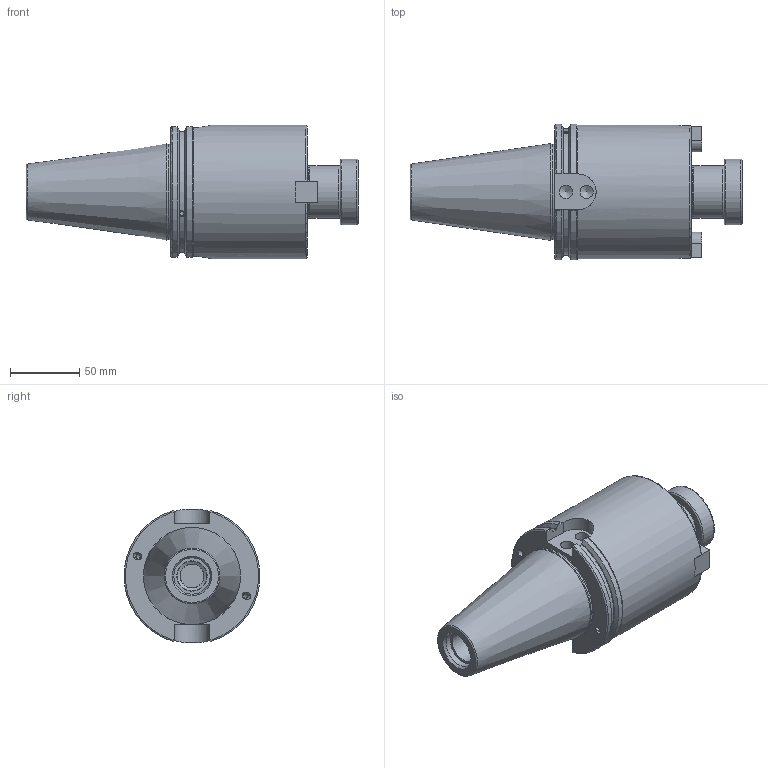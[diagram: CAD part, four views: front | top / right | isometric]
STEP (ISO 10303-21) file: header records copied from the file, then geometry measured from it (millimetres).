
FILE_DESCRIPTION(/* description */ (''),/* implementation_level */ '2;1');
FILE_NAME(/* name */ 'EL321B.stp',/* time_stamp */ '2020-07-01T17:44:21+09:00',/* author */ ('eos'),/* organization */ (''),/* preprocessor_version */ 'ST-DEVELOPER v18',/* originating_system */ 'Autodesk Inventor 2020',/* authorisation */ '');
FILE_SCHEMA (('AUTOMOTIVE_DESIGN { 1 0 10303 214 3 1 1 }'));
Length unit declared in the file: millimetre
Products named in the file (4): LO-CAT50ADB-SMA38.1-101; CAT50; SMA27-DRIV EKEY-SECO; COLLAR BOLT-UNF3_4-16x47L
Assembly tree (4 placements, depth 2):
  LO-CAT50ADB-SMA38.1-101
    CAT50
    SMA27-DRIV EKEY-SECO  x2
    COLLAR BOLT-UNF3_4-16x47L
Bounding box: 240.03 x 98.06 x 96.85 mm (x, y, z)
Volume: 952181.1 mm3; surface area: 94378.9 mm2
Topology: 4 solids, 4 shells, 148 faces, 425 edges, 294 vertices
Faces by surface type: plane 65, cylinder 45, cone 21, torus 17
Full cylindrical faces by diameter (mm): 3.242 x4, 4.134 x2, 4.2 x2, 4.978 x2, 5 x2, 6.6 x2, 9.525 x2, 10.3 x2, 15.875 x1, 17.323 x1, 19.05 x1, 21.5 x1, 21.971 x1, 23 x1, 24 x1, 26.2 x1, 37.7 x1, 38.1 x1, 47.7 x1, 69.25 x1, 96.85 x1
Entity records: 5298 total; most frequent: CARTESIAN_POINT 1395, DIRECTION 812, ORIENTED_EDGE 796, EDGE_CURVE 398, AXIS2_PLACEMENT_3D 331, VERTEX_POINT 280, CIRCLE 182, EDGE_LOOP 166
